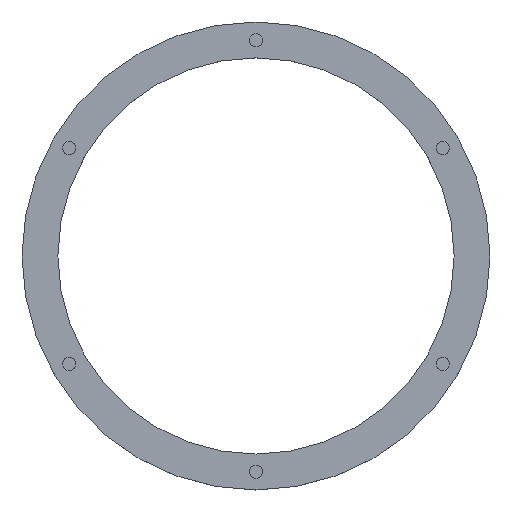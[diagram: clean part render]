
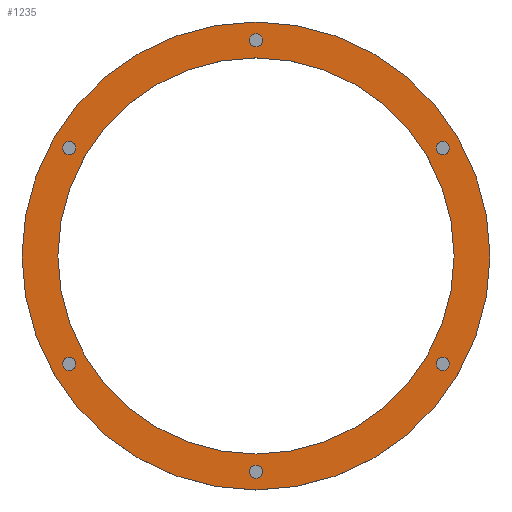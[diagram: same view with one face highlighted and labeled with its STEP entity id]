
A CAD part, top view. The second image highlights one B-rep face of the part: STEP entity #1235.
In plain terms, the highlighted planar face has unit normal (0, 0, 1).
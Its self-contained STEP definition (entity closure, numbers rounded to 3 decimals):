
#25=FACE_BOUND('',#226,.T.);
#26=FACE_BOUND('',#227,.T.);
#27=FACE_BOUND('',#228,.T.);
#28=FACE_BOUND('',#229,.T.);
#29=FACE_BOUND('',#230,.T.);
#30=FACE_BOUND('',#231,.T.);
#31=FACE_BOUND('',#232,.T.);
#93=PLANE('',#1338);
#155=FACE_OUTER_BOUND('',#225,.T.);
#225=EDGE_LOOP('',(#1125));
#226=EDGE_LOOP('',(#1126));
#227=EDGE_LOOP('',(#1127));
#228=EDGE_LOOP('',(#1128));
#229=EDGE_LOOP('',(#1129));
#230=EDGE_LOOP('',(#1130));
#231=EDGE_LOOP('',(#1131));
#232=EDGE_LOOP('',(#1132));
#524=CIRCLE('',#1256,3.36);
#528=CIRCLE('',#1270,3.36);
#532=CIRCLE('',#1284,3.36);
#538=CIRCLE('',#1309,3.36);
#540=CIRCLE('',#1312,3.36);
#544=CIRCLE('',#1326,3.36);
#547=CIRCLE('',#1339,120.);
#548=CIRCLE('',#1340,101.6);
#552=VERTEX_POINT('',#1682);
#570=VERTEX_POINT('',#1737);
#588=VERTEX_POINT('',#1792);
#622=VERTEX_POINT('',#1896);
#624=VERTEX_POINT('',#1902);
#642=VERTEX_POINT('',#1957);
#659=VERTEX_POINT('',#2010);
#660=VERTEX_POINT('',#2012);
#665=EDGE_CURVE('',#552,#552,#524,.T.);
#692=EDGE_CURVE('',#570,#570,#528,.T.);
#719=EDGE_CURVE('',#588,#588,#532,.T.);
#770=EDGE_CURVE('',#622,#622,#538,.T.);
#773=EDGE_CURVE('',#624,#624,#540,.T.);
#800=EDGE_CURVE('',#642,#642,#544,.T.);
#825=EDGE_CURVE('',#659,#659,#547,.T.);
#826=EDGE_CURVE('',#660,#660,#548,.T.);
#1125=ORIENTED_EDGE('',*,*,#825,.T.);
#1126=ORIENTED_EDGE('',*,*,#826,.T.);
#1127=ORIENTED_EDGE('',*,*,#719,.F.);
#1128=ORIENTED_EDGE('',*,*,#692,.F.);
#1129=ORIENTED_EDGE('',*,*,#665,.F.);
#1130=ORIENTED_EDGE('',*,*,#770,.F.);
#1131=ORIENTED_EDGE('',*,*,#773,.F.);
#1132=ORIENTED_EDGE('',*,*,#800,.F.);
#1235=ADVANCED_FACE('',(#155,#25,#26,#27,#28,#29,#30,#31),#93,.T.);
#1256=AXIS2_PLACEMENT_3D('',#1684,#1356,#1357);
#1270=AXIS2_PLACEMENT_3D('',#1739,#1407,#1408);
#1284=AXIS2_PLACEMENT_3D('',#1794,#1458,#1459);
#1309=AXIS2_PLACEMENT_3D('',#1898,#1553,#1554);
#1312=AXIS2_PLACEMENT_3D('',#1904,#1560,#1561);
#1326=AXIS2_PLACEMENT_3D('',#1959,#1611,#1612);
#1338=AXIS2_PLACEMENT_3D('',#2009,#1657,#1658);
#1339=AXIS2_PLACEMENT_3D('',#2011,#1659,#1660);
#1340=AXIS2_PLACEMENT_3D('',#2013,#1661,#1662);
#1356=DIRECTION('center_axis',(0.,0.,1.));
#1357=DIRECTION('ref_axis',(-1.,0.,0.));
#1407=DIRECTION('center_axis',(0.,0.,
1.));
#1408=DIRECTION('ref_axis',(-1.,0.,0.));
#1458=DIRECTION('center_axis',(0.,0.,
1.));
#1459=DIRECTION('ref_axis',(-1.,0.,0.));
#1553=DIRECTION('center_axis',(0.,0.,1.));
#1554=DIRECTION('ref_axis',(-1.,0.,0.));
#1560=DIRECTION('center_axis',(0.,0.,
1.));
#1561=DIRECTION('ref_axis',(-1.,0.,0.));
#1611=DIRECTION('center_axis',(0.,0.,1.));
#1612=DIRECTION('ref_axis',(-1.,0.,0.));
#1657=DIRECTION('center_axis',(0.,0.,1.));
#1658=DIRECTION('ref_axis',(1.,0.,0.));
#1659=DIRECTION('center_axis',(0.,0.,1.));
#1660=DIRECTION('ref_axis',(-1.,0.,0.));
#1661=DIRECTION('center_axis',(0.,0.,-1.));
#1662=DIRECTION('ref_axis',(-1.,0.,0.));
#1682=CARTESIAN_POINT('',(-216.64,-110.64,12.132));
#1684=CARTESIAN_POINT('Origin',(-220.,-110.64,12.132));
#1737=CARTESIAN_POINT('',(-312.457,-55.32,12.132));
#1739=CARTESIAN_POINT('Origin',(-315.817,-55.32,12.132));
#1792=CARTESIAN_POINT('',(-312.457,55.32,12.132));
#1794=CARTESIAN_POINT('Origin',(-315.817,55.32,12.132));
#1896=CARTESIAN_POINT('',(-216.64,110.64,12.132));
#1898=CARTESIAN_POINT('Origin',(-220.,110.64,12.132));
#1902=CARTESIAN_POINT('',(-120.823,55.32,12.132));
#1904=CARTESIAN_POINT('Origin',(-124.183,55.32,12.132));
#1957=CARTESIAN_POINT('',(-120.823,-55.32,12.132));
#1959=CARTESIAN_POINT('Origin',(-124.183,-55.32,12.132));
#2009=CARTESIAN_POINT('Origin',(-220.,0.,12.132));
#2010=CARTESIAN_POINT('',(-100.,0.,12.132));
#2011=CARTESIAN_POINT('Origin',(-220.,0.,12.132));
#2012=CARTESIAN_POINT('',(-118.4,0.,12.132));
#2013=CARTESIAN_POINT('Origin',(-220.,0.,12.132));
